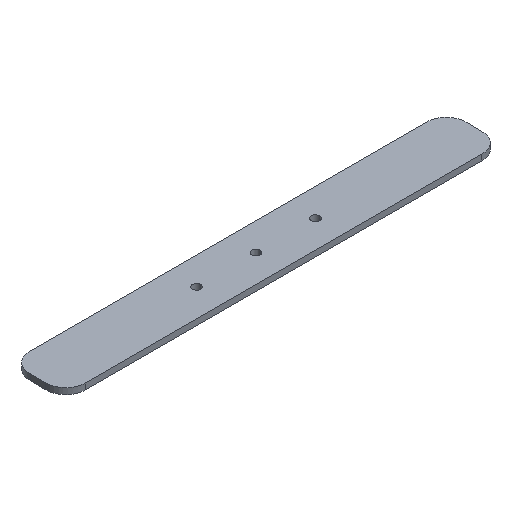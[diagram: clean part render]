
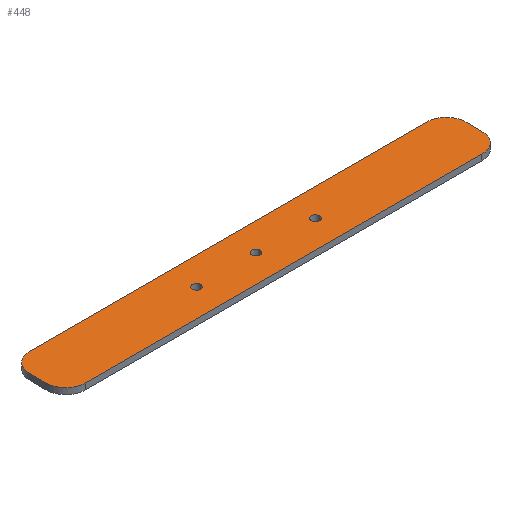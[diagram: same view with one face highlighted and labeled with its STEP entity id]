
A CAD part, isometric view. The second image highlights one B-rep face of the part: STEP entity #448.
In plain terms, the highlighted planar face has unit normal (0, 0, 1).
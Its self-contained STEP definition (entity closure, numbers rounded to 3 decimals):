
#19 = CARTESIAN_POINT ( 'NONE',  ( -110., -14., 1.5 ) ) ;
#22 = DIRECTION ( 'NONE',  ( -1., 0., 0. ) ) ;
#24 = CIRCLE ( 'NONE', #105, 10. ) ;
#26 = CIRCLE ( 'NONE', #158, 2.1 ) ;
#27 = CARTESIAN_POINT ( 'NONE',  ( -110., 4., 1.5 ) ) ;
#32 = DIRECTION ( 'NONE',  ( 0., 1., 0. ) ) ;
#33 = ORIENTED_EDGE ( 'NONE', *, *, #573, .T. ) ;
#37 = LINE ( 'NONE', #83, #382 ) ;
#38 = VERTEX_POINT ( 'NONE', #386 ) ;
#59 = EDGE_CURVE ( 'NONE', #38, #456, #114, .T. ) ;
#66 = DIRECTION ( 'NONE',  ( 0., 0., -1. ) ) ;
#67 = EDGE_CURVE ( 'NONE', #284, #38, #401, .T. ) ;
#69 = DIRECTION ( 'NONE',  ( 1., 0., 0. ) ) ;
#70 = CARTESIAN_POINT ( 'NONE',  ( 110., -14., 1.5 ) ) ;
#71 = CARTESIAN_POINT ( 'NONE',  ( 110., -14., 1.5 ) ) ;
#73 = VERTEX_POINT ( 'NONE', #219 ) ;
#78 = EDGE_LOOP ( 'NONE', ( #271, #289 ) ) ;
#81 = VERTEX_POINT ( 'NONE', #257 ) ;
#82 = EDGE_CURVE ( 'NONE', #73, #284, #24, .T. ) ;
#83 = CARTESIAN_POINT ( 'NONE',  ( 110., 14., 1.5 ) ) ;
#86 = CIRCLE ( 'NONE', #364, 2.1 ) ;
#88 = VECTOR ( 'NONE', #307, 1000. ) ;
#93 = ORIENTED_EDGE ( 'NONE', *, *, #558, .T. ) ;
#100 = CARTESIAN_POINT ( 'NONE',  ( -100., 4., 1.5 ) ) ;
#103 = VERTEX_POINT ( 'NONE', #314 ) ;
#105 = AXIS2_PLACEMENT_3D ( 'NONE', #223, #265, #585 ) ;
#107 = CARTESIAN_POINT ( 'NONE',  ( 32.1, 0., 1.5 ) ) ;
#114 = CIRCLE ( 'NONE', #195, 10. ) ;
#119 = LINE ( 'NONE', #71, #455 ) ;
#124 = VERTEX_POINT ( 'NONE', #27 ) ;
#134 = ORIENTED_EDGE ( 'NONE', *, *, #300, .T. ) ;
#140 = CIRCLE ( 'NONE', #321, 2.1 ) ;
#142 = EDGE_LOOP ( 'NONE', ( #134, #439 ) ) ;
#155 = VERTEX_POINT ( 'NONE', #302 ) ;
#156 = CARTESIAN_POINT ( 'NONE',  ( 0., 0., 1.5 ) ) ;
#158 = AXIS2_PLACEMENT_3D ( 'NONE', #383, #254, #192 ) ;
#159 = FACE_BOUND ( 'NONE', #78, .T. ) ;
#170 = AXIS2_PLACEMENT_3D ( 'NONE', #582, #66, #483 ) ;
#172 = EDGE_CURVE ( 'NONE', #306, #522, #86, .T. ) ;
#175 = LINE ( 'NONE', #19, #88 ) ;
#192 = DIRECTION ( 'NONE',  ( -1., 0., 0. ) ) ;
#195 = AXIS2_PLACEMENT_3D ( 'NONE', #446, #311, #263 ) ;
#197 = FACE_OUTER_BOUND ( 'NONE', #560, .T. ) ;
#201 = CARTESIAN_POINT ( 'NONE',  ( -32.1, 0., 1.5 ) ) ;
#203 = FACE_BOUND ( 'NONE', #389, .T. ) ;
#210 = CARTESIAN_POINT ( 'NONE',  ( -30., 0., 1.5 ) ) ;
#216 = CIRCLE ( 'NONE', #546, 10. ) ;
#219 = CARTESIAN_POINT ( 'NONE',  ( 100., -14., 1.5 ) ) ;
#223 = CARTESIAN_POINT ( 'NONE',  ( 100., -4., 1.5 ) ) ;
#224 = EDGE_CURVE ( 'NONE', #456, #155, #37, .T. ) ;
#236 = CARTESIAN_POINT ( 'NONE',  ( 0., 0., 1.5 ) ) ;
#241 = DIRECTION ( 'NONE',  ( -1., 0., 0. ) ) ;
#245 = DIRECTION ( 'NONE',  ( 0., 0., 1. ) ) ;
#247 = VERTEX_POINT ( 'NONE', #325 ) ;
#252 = CARTESIAN_POINT ( 'NONE',  ( 27.9, 0., 1.5 ) ) ;
#254 = DIRECTION ( 'NONE',  ( 0., 0., -1. ) ) ;
#257 = CARTESIAN_POINT ( 'NONE',  ( -2.1, 0., 1.5 ) ) ;
#260 = ORIENTED_EDGE ( 'NONE', *, *, #82, .T. ) ;
#261 = DIRECTION ( 'NONE',  ( -1., 0., 0. ) ) ;
#262 = CIRCLE ( 'NONE', #380, 2.1 ) ;
#263 = DIRECTION ( 'NONE',  ( 1., 0., 0. ) ) ;
#265 = DIRECTION ( 'NONE',  ( 0., 0., 1. ) ) ;
#269 = ORIENTED_EDGE ( 'NONE', *, *, #440, .T. ) ;
#271 = ORIENTED_EDGE ( 'NONE', *, *, #544, .T. ) ;
#280 = DIRECTION ( 'NONE',  ( 0., 0., -1. ) ) ;
#282 = CIRCLE ( 'NONE', #303, 2.1 ) ;
#283 = DIRECTION ( 'NONE',  ( -1., 0., 0. ) ) ;
#284 = VERTEX_POINT ( 'NONE', #329 ) ;
#286 = DIRECTION ( 'NONE',  ( 1., 0., 0. ) ) ;
#288 = DIRECTION ( 'NONE',  ( 0., 0., -1. ) ) ;
#289 = ORIENTED_EDGE ( 'NONE', *, *, #589, .T. ) ;
#292 = AXIS2_PLACEMENT_3D ( 'NONE', #156, #555, #333 ) ;
#298 = PLANE ( 'NONE',  #292 ) ;
#300 = EDGE_CURVE ( 'NONE', #81, #103, #282, .T. ) ;
#302 = CARTESIAN_POINT ( 'NONE',  ( -100., 14., 1.5 ) ) ;
#303 = AXIS2_PLACEMENT_3D ( 'NONE', #236, #280, #467 ) ;
#306 = VERTEX_POINT ( 'NONE', #452 ) ;
#307 = DIRECTION ( 'NONE',  ( 0., -1., 0. ) ) ;
#311 = DIRECTION ( 'NONE',  ( 0., 0., 1. ) ) ;
#314 = CARTESIAN_POINT ( 'NONE',  ( 2.1, 0., 1.5 ) ) ;
#321 = AXIS2_PLACEMENT_3D ( 'NONE', #434, #391, #261 ) ;
#325 = CARTESIAN_POINT ( 'NONE',  ( -100., -14., 1.5 ) ) ;
#329 = CARTESIAN_POINT ( 'NONE',  ( 110., -4., 1.5 ) ) ;
#333 = DIRECTION ( 'NONE',  ( 1., 0., 0. ) ) ;
#334 = CARTESIAN_POINT ( 'NONE',  ( 100., 14., 1.5 ) ) ;
#354 = ORIENTED_EDGE ( 'NONE', *, *, #505, .T. ) ;
#364 = AXIS2_PLACEMENT_3D ( 'NONE', #210, #536, #22 ) ;
#369 = VERTEX_POINT ( 'NONE', #599 ) ;
#376 = FACE_BOUND ( 'NONE', #142, .T. ) ;
#380 = AXIS2_PLACEMENT_3D ( 'NONE', #469, #288, #241 ) ;
#382 = VECTOR ( 'NONE', #283, 1000. ) ;
#383 = CARTESIAN_POINT ( 'NONE',  ( 30., 0., 1.5 ) ) ;
#386 = CARTESIAN_POINT ( 'NONE',  ( 110., 4., 1.5 ) ) ;
#389 = EDGE_LOOP ( 'NONE', ( #93, #572 ) ) ;
#391 = DIRECTION ( 'NONE',  ( 0., 0., -1. ) ) ;
#401 = LINE ( 'NONE', #70, #525 ) ;
#419 = DIRECTION ( 'NONE',  ( 0., 0., 1. ) ) ;
#425 = ORIENTED_EDGE ( 'NONE', *, *, #224, .T. ) ;
#427 = ORIENTED_EDGE ( 'NONE', *, *, #67, .T. ) ;
#434 = CARTESIAN_POINT ( 'NONE',  ( 30., 0., 1.5 ) ) ;
#439 = ORIENTED_EDGE ( 'NONE', *, *, #453, .T. ) ;
#440 = EDGE_CURVE ( 'NONE', #155, #124, #216, .T. ) ;
#446 = CARTESIAN_POINT ( 'NONE',  ( 100., 4., 1.5 ) ) ;
#448 = ADVANCED_FACE ( 'NONE', ( #159, #376, #203, #197 ), #298, .T. ) ;
#452 = CARTESIAN_POINT ( 'NONE',  ( -27.9, 0., 1.5 ) ) ;
#453 = EDGE_CURVE ( 'NONE', #103, #81, #262, .T. ) ;
#455 = VECTOR ( 'NONE', #69, 1000. ) ;
#456 = VERTEX_POINT ( 'NONE', #334 ) ;
#462 = VERTEX_POINT ( 'NONE', #252 ) ;
#467 = DIRECTION ( 'NONE',  ( -1., 0., 0. ) ) ;
#469 = CARTESIAN_POINT ( 'NONE',  ( 0., 0., 1.5 ) ) ;
#480 = CARTESIAN_POINT ( 'NONE',  ( -100., -4., 1.5 ) ) ;
#483 = DIRECTION ( 'NONE',  ( -1., 0., 0. ) ) ;
#495 = VERTEX_POINT ( 'NONE', #107 ) ;
#505 = EDGE_CURVE ( 'NONE', #369, #247, #543, .T. ) ;
#510 = ORIENTED_EDGE ( 'NONE', *, *, #584, .T. ) ;
#517 = AXIS2_PLACEMENT_3D ( 'NONE', #480, #245, #561 ) ;
#522 = VERTEX_POINT ( 'NONE', #201 ) ;
#525 = VECTOR ( 'NONE', #32, 1000. ) ;
#536 = DIRECTION ( 'NONE',  ( 0., 0., -1. ) ) ;
#543 = CIRCLE ( 'NONE', #517, 10. ) ;
#544 = EDGE_CURVE ( 'NONE', #462, #495, #26, .T. ) ;
#546 = AXIS2_PLACEMENT_3D ( 'NONE', #100, #419, #286 ) ;
#555 = DIRECTION ( 'NONE',  ( 0., 0., 1. ) ) ;
#558 = EDGE_CURVE ( 'NONE', #522, #306, #593, .T. ) ;
#560 = EDGE_LOOP ( 'NONE', ( #510, #354, #33, #260, #427, #576, #425, #269 ) ) ;
#561 = DIRECTION ( 'NONE',  ( 1., 0., 0. ) ) ;
#572 = ORIENTED_EDGE ( 'NONE', *, *, #172, .T. ) ;
#573 = EDGE_CURVE ( 'NONE', #247, #73, #119, .T. ) ;
#576 = ORIENTED_EDGE ( 'NONE', *, *, #59, .T. ) ;
#582 = CARTESIAN_POINT ( 'NONE',  ( -30., 0., 1.5 ) ) ;
#584 = EDGE_CURVE ( 'NONE', #124, #369, #175, .T. ) ;
#585 = DIRECTION ( 'NONE',  ( 1., 0., 0. ) ) ;
#589 = EDGE_CURVE ( 'NONE', #495, #462, #140, .T. ) ;
#593 = CIRCLE ( 'NONE', #170, 2.1 ) ;
#599 = CARTESIAN_POINT ( 'NONE',  ( -110., -4., 1.5 ) ) ;
